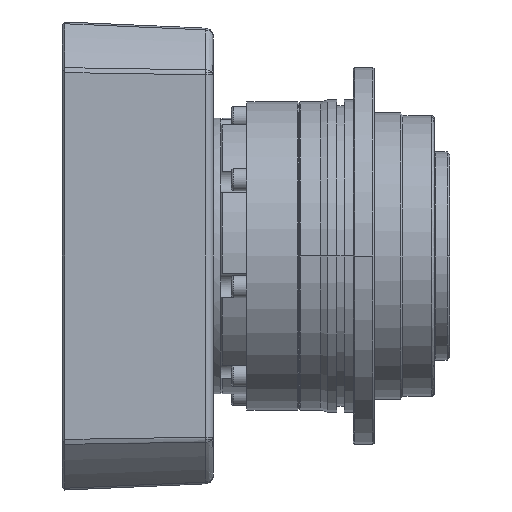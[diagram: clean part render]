
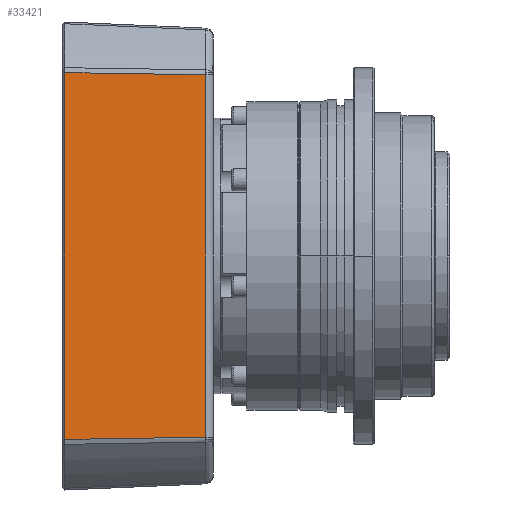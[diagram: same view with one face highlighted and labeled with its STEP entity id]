
A CAD part, front view. The second image highlights one B-rep face of the part: STEP entity #33421.
In plain terms, the highlighted face is planar.
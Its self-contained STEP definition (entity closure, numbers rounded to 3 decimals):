
#360 = DIRECTION ( 'NONE',  ( -1., 0., 0. ) ) ;
#1401 = ORIENTED_EDGE ( 'NONE', *, *, #9594, .T. ) ;
#3048 = CARTESIAN_POINT ( 'NONE',  ( -90., -90., 63. ) ) ;
#3314 = AXIS2_PLACEMENT_3D ( 'NONE', #8589, #32050, #11969 ) ;
#3470 = ORIENTED_EDGE ( 'NONE', *, *, #7586, .T. ) ;
#3479 = LINE ( 'NONE', #7422, #12240 ) ;
#4878 = ORIENTED_EDGE ( 'NONE', *, *, #22489, .T. ) ;
#5586 = CARTESIAN_POINT ( 'NONE',  ( 70.254, -89.207, 44.848 ) ) ;
#7422 = CARTESIAN_POINT ( 'NONE',  ( -45., -87.637, 8.869 ) ) ;
#7586 = EDGE_CURVE ( 'NONE', #18865, #33770, #22646, .T. ) ;
#8589 = CARTESIAN_POINT ( 'NONE',  ( -90., -87.252, 0.06 ) ) ;
#9594 = EDGE_CURVE ( 'NONE', #33770, #38301, #28884, .T. ) ;
#10200 = CARTESIAN_POINT ( 'NONE',  ( -69.692, -87.637, 8.869 ) ) ;
#10362 = CARTESIAN_POINT ( 'NONE',  ( -70.254, -89.207, 44.848 ) ) ;
#11969 = DIRECTION ( 'NONE',  ( 0., 0.044, -0.999 ) ) ;
#12105 = FACE_OUTER_BOUND ( 'NONE', #21829, .T. ) ;
#12125 = CARTESIAN_POINT ( 'NONE',  ( 69.973, -88.42, 26.804 ) ) ;
#12240 = VECTOR ( 'NONE', #27648, 1000. ) ;
#12455 = VECTOR ( 'NONE', #360, 1000. ) ;
#13755 = CARTESIAN_POINT ( 'NONE',  ( -70.535, -90., 63. ) ) ;
#16642 = CARTESIAN_POINT ( 'NONE',  ( 70.535, -90., 63. ) ) ;
#18865 = VERTEX_POINT ( 'NONE', #16642 ) ;
#21280 = CARTESIAN_POINT ( 'NONE',  ( -70.535, -90., 63. ) ) ;
#21829 = EDGE_LOOP ( 'NONE', ( #1401, #35829, #4878, #3470 ) ) ;
#22298 = CARTESIAN_POINT ( 'NONE',  ( 69.692, -87.637, 8.869 ) ) ;
#22489 = EDGE_CURVE ( 'NONE', #42320, #18865, #24308, .T. ) ;
#22646 = LINE ( 'NONE', #3048, #12455 ) ;
#24308 = B_SPLINE_CURVE_WITH_KNOTS ( 'NONE', 3,
 ( #22298, #12125, #5586, #29092 ),
 .UNSPECIFIED., .F., .F.,
 ( 4, 4 ),
 ( 0., 1. ),
 .UNSPECIFIED. ) ;
#24460 = CARTESIAN_POINT ( 'NONE',  ( 69.692, -87.637, 8.869 ) ) ;
#27648 = DIRECTION ( 'NONE',  ( -1., 0., 0. ) ) ;
#28884 = B_SPLINE_CURVE_WITH_KNOTS ( 'NONE', 3,
 ( #13755, #10362, #30505, #37160 ),
 .UNSPECIFIED., .F., .F.,
 ( 4, 4 ),
 ( 0., 1. ),
 .UNSPECIFIED. ) ;
#29092 = CARTESIAN_POINT ( 'NONE',  ( 70.535, -90., 63. ) ) ;
#30505 = CARTESIAN_POINT ( 'NONE',  ( -69.973, -88.42, 26.804 ) ) ;
#32050 = DIRECTION ( 'NONE',  ( 0., -0.999, -0.044 ) ) ;
#33421 = ADVANCED_FACE ( 'NONE', ( #12105 ), #38604, .T. ) ;
#33770 = VERTEX_POINT ( 'NONE', #21280 ) ;
#35829 = ORIENTED_EDGE ( 'NONE', *, *, #38390, .F. ) ;
#37160 = CARTESIAN_POINT ( 'NONE',  ( -69.692, -87.637, 8.869 ) ) ;
#38301 = VERTEX_POINT ( 'NONE', #10200 ) ;
#38390 = EDGE_CURVE ( 'NONE', #42320, #38301, #3479, .T. ) ;
#38604 = PLANE ( 'NONE',  #3314 ) ;
#42320 = VERTEX_POINT ( 'NONE', #24460 ) ;
